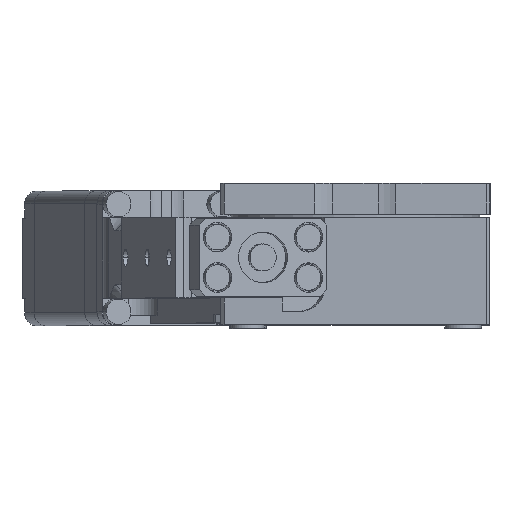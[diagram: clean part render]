
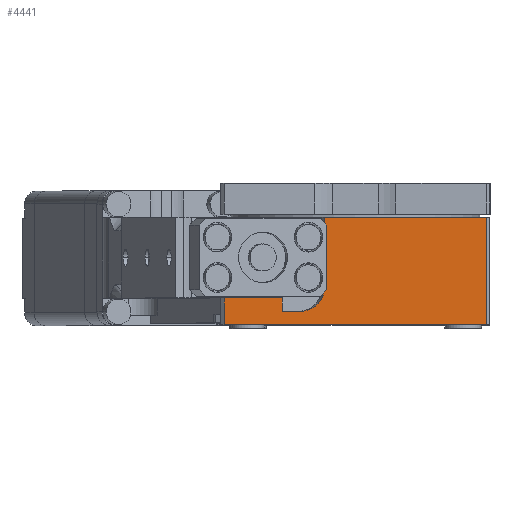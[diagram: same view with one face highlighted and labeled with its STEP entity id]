
A CAD part, top view. The second image highlights one B-rep face of the part: STEP entity #4441.
In plain terms, the highlighted face is planar.
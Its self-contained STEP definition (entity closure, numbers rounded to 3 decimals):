
#163 = LINE ( 'NONE', #2060, #2288 ) ;
#320 = LINE ( 'NONE', #2786, #8947 ) ;
#355 = ORIENTED_EDGE ( 'NONE', *, *, #4914, .T. ) ;
#853 = VECTOR ( 'NONE', #11293, 1000. ) ;
#977 = DIRECTION ( 'NONE',  ( 0., 0., -1. ) ) ;
#1022 = CARTESIAN_POINT ( 'NONE',  ( 20., 2.5, 10.89 ) ) ;
#1306 = VERTEX_POINT ( 'NONE', #5304 ) ;
#1539 = VECTOR ( 'NONE', #1731, 1000. ) ;
#1554 = EDGE_CURVE ( 'NONE', #4971, #1757, #6737, .T. ) ;
#1609 = VERTEX_POINT ( 'NONE', #4485 ) ;
#1731 = DIRECTION ( 'NONE',  ( 0., 0., 1. ) ) ;
#1741 = VECTOR ( 'NONE', #4533, 1000. ) ;
#1757 = VERTEX_POINT ( 'NONE', #6557 ) ;
#1768 = FACE_OUTER_BOUND ( 'NONE', #5713, .T. ) ;
#1790 = EDGE_CURVE ( 'NONE', #5570, #8384, #3805, .T. ) ;
#1828 = CARTESIAN_POINT ( 'NONE',  ( 20., 16.5, 10.89 ) ) ;
#1883 = CARTESIAN_POINT ( 'NONE',  ( 20., 2.5, 8.203 ) ) ;
#1980 = EDGE_CURVE ( 'NONE', #4600, #4971, #5043, .T. ) ;
#2060 = CARTESIAN_POINT ( 'NONE',  ( 20., 16.5, -19.5 ) ) ;
#2277 = VECTOR ( 'NONE', #4066, 1000. ) ;
#2288 = VECTOR ( 'NONE', #7241, 1000. ) ;
#2367 = ORIENTED_EDGE ( 'NONE', *, *, #9203, .T. ) ;
#2614 = VERTEX_POINT ( 'NONE', #4049 ) ;
#2664 = CARTESIAN_POINT ( 'NONE',  ( 20., 3.95, 4.58 ) ) ;
#2786 = CARTESIAN_POINT ( 'NONE',  ( 20., 0.5, 10.89 ) ) ;
#2803 = ORIENTED_EDGE ( 'NONE', *, *, #1980, .F. ) ;
#2808 = CARTESIAN_POINT ( 'NONE',  ( 20., 4.5, 19.5 ) ) ;
#2901 = CARTESIAN_POINT ( 'NONE',  ( 20., 16.5, -19.5 ) ) ;
#3805 = LINE ( 'NONE', #2808, #7498 ) ;
#4008 = CARTESIAN_POINT ( 'NONE',  ( 20., 4.5, 10.89 ) ) ;
#4023 = EDGE_CURVE ( 'NONE', #1757, #10192, #4486, .T. ) ;
#4049 = CARTESIAN_POINT ( 'NONE',  ( 20., 0.5, -19.5 ) ) ;
#4050 = ORIENTED_EDGE ( 'NONE', *, *, #4520, .F. ) ;
#4053 = CARTESIAN_POINT ( 'NONE',  ( 20., 4.5, 19.5 ) ) ;
#4066 = DIRECTION ( 'NONE',  ( 0., -1., 0. ) ) ;
#4441 = ADVANCED_FACE ( 'NONE', ( #1768 ), #7883, .F. ) ;
#4485 = CARTESIAN_POINT ( 'NONE',  ( 20., 4.5, 10.89 ) ) ;
#4486 = LINE ( 'NONE', #8876, #8389 ) ;
#4520 = EDGE_CURVE ( 'NONE', #10192, #2614, #163, .T. ) ;
#4533 = DIRECTION ( 'NONE',  ( 0., 0., -1. ) ) ;
#4600 = VERTEX_POINT ( 'NONE', #1883 ) ;
#4604 = EDGE_CURVE ( 'NONE', #1306, #4600, #5390, .T. ) ;
#4892 = CARTESIAN_POINT ( 'NONE',  ( 20., 16.5, 4.58 ) ) ;
#4914 = EDGE_CURVE ( 'NONE', #8384, #2614, #320, .T. ) ;
#4971 = VERTEX_POINT ( 'NONE', #5501 ) ;
#5043 =( BOUNDED_CURVE ( )  B_SPLINE_CURVE ( 3, ( #7805, #7224, #2664, #9031 ),
 .UNSPECIFIED., .F., .F. ) 
 B_SPLINE_CURVE_WITH_KNOTS ( ( 4, 4 ),
 ( 1.571, 3.142 ),
 .UNSPECIFIED. ) 
 CURVE ( )  GEOMETRIC_REPRESENTATION_ITEM ( )  RATIONAL_B_SPLINE_CURVE ( ( 1., 0.805, 0.805, 1. ) ) 
 REPRESENTATION_ITEM ( '' )  );
#5159 = DIRECTION ( 'NONE',  ( -1., 0., 0. ) ) ;
#5304 = CARTESIAN_POINT ( 'NONE',  ( 20., 2.5, 10.89 ) ) ;
#5390 = LINE ( 'NONE', #1022, #1741 ) ;
#5501 = CARTESIAN_POINT ( 'NONE',  ( 20., 6., 4.58 ) ) ;
#5570 = VERTEX_POINT ( 'NONE', #4053 ) ;
#5713 = EDGE_LOOP ( 'NONE', ( #6943, #9821, #2367, #8116, #355, #4050, #7360, #10558, #2803 ) ) ;
#6394 = EDGE_CURVE ( 'NONE', #1609, #1306, #10925, .T. ) ;
#6557 = CARTESIAN_POINT ( 'NONE',  ( 20., 16.5, 4.58 ) ) ;
#6737 = LINE ( 'NONE', #4892, #853 ) ;
#6861 = CARTESIAN_POINT ( 'NONE',  ( 20., 4.5, 10.89 ) ) ;
#6943 = ORIENTED_EDGE ( 'NONE', *, *, #4604, .F. ) ;
#7065 = DIRECTION ( 'NONE',  ( 0., 0., 1. ) ) ;
#7224 = CARTESIAN_POINT ( 'NONE',  ( 20., 2.5, 6.081 ) ) ;
#7241 = DIRECTION ( 'NONE',  ( 0., -1., 0. ) ) ;
#7360 = ORIENTED_EDGE ( 'NONE', *, *, #4023, .F. ) ;
#7498 = VECTOR ( 'NONE', #10948, 1000. ) ;
#7803 = AXIS2_PLACEMENT_3D ( 'NONE', #1828, #5159, #7065 ) ;
#7805 = CARTESIAN_POINT ( 'NONE',  ( 20., 2.5, 8.203 ) ) ;
#7883 = PLANE ( 'NONE',  #7803 ) ;
#8116 = ORIENTED_EDGE ( 'NONE', *, *, #1790, .T. ) ;
#8384 = VERTEX_POINT ( 'NONE', #8802 ) ;
#8389 = VECTOR ( 'NONE', #977, 1000. ) ;
#8802 = CARTESIAN_POINT ( 'NONE',  ( 20., 0.5, 19.5 ) ) ;
#8876 = CARTESIAN_POINT ( 'NONE',  ( 20., 16.5, 10.89 ) ) ;
#8947 = VECTOR ( 'NONE', #8973, 1000. ) ;
#8973 = DIRECTION ( 'NONE',  ( 0., 0., -1. ) ) ;
#9031 = CARTESIAN_POINT ( 'NONE',  ( 20., 6., 4.58 ) ) ;
#9203 = EDGE_CURVE ( 'NONE', #1609, #5570, #10454, .T. ) ;
#9821 = ORIENTED_EDGE ( 'NONE', *, *, #6394, .F. ) ;
#10192 = VERTEX_POINT ( 'NONE', #2901 ) ;
#10454 = LINE ( 'NONE', #6861, #1539 ) ;
#10558 = ORIENTED_EDGE ( 'NONE', *, *, #1554, .F. ) ;
#10925 = LINE ( 'NONE', #4008, #2277 ) ;
#10948 = DIRECTION ( 'NONE',  ( 0., -1., 0. ) ) ;
#11293 = DIRECTION ( 'NONE',  ( 0., 1., 0. ) ) ;
